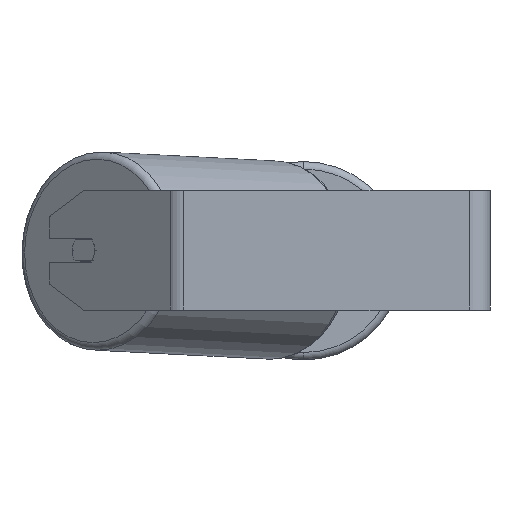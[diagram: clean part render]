
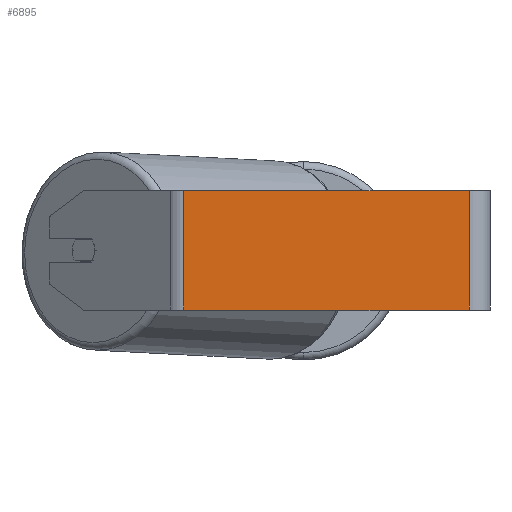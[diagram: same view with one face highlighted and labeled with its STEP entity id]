
A CAD part, left-side view. The second image highlights one B-rep face of the part: STEP entity #6895.
In plain terms, the highlighted planar face has unit normal (-1, 0, 0).
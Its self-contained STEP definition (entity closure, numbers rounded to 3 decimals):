
#678 = CARTESIAN_POINT ( 'NONE',  ( -350., 205.223, 40. ) ) ;
#803 = VECTOR ( 'NONE', #1581, 1000. ) ;
#984 = VERTEX_POINT ( 'NONE', #1298 ) ;
#1298 = CARTESIAN_POINT ( 'NONE',  ( -350., 14., 40. ) ) ;
#1581 = DIRECTION ( 'NONE',  ( 0., -1., 0. ) ) ;
#1711 = PLANE ( 'NONE',  #1778 ) ;
#1778 = AXIS2_PLACEMENT_3D ( 'NONE', #2939, #3622, #2259 ) ;
#2259 = DIRECTION ( 'NONE',  ( 0., 0., -1. ) ) ;
#2756 = ORIENTED_EDGE ( 'NONE', *, *, #5402, .T. ) ;
#2764 = LINE ( 'NONE', #7415, #803 ) ;
#2939 = CARTESIAN_POINT ( 'NONE',  ( -350., 210.319, 40. ) ) ;
#3055 = DIRECTION ( 'NONE',  ( 0., -1., 0. ) ) ;
#3506 = VERTEX_POINT ( 'NONE', #7517 ) ;
#3622 = DIRECTION ( 'NONE',  ( 1., 0., 0. ) ) ;
#3724 = EDGE_CURVE ( 'NONE', #984, #6334, #5326, .T. ) ;
#3747 = EDGE_CURVE ( 'NONE', #5504, #984, #2764, .T. ) ;
#3826 = CARTESIAN_POINT ( 'NONE',  ( -350., 14., -40. ) ) ;
#4425 = LINE ( 'NONE', #7669, #5041 ) ;
#4783 = EDGE_LOOP ( 'NONE', ( #2756, #6246, #8284, #7012 ) ) ;
#4909 = FACE_OUTER_BOUND ( 'NONE', #4783, .T. ) ;
#5009 = VECTOR ( 'NONE', #5959, 1000. ) ;
#5041 = VECTOR ( 'NONE', #5703, 1000. ) ;
#5326 = LINE ( 'NONE', #6088, #5009 ) ;
#5402 = EDGE_CURVE ( 'NONE', #3506, #6334, #8097, .T. ) ;
#5499 = EDGE_CURVE ( 'NONE', #5504, #3506, #4425, .T. ) ;
#5504 = VERTEX_POINT ( 'NONE', #678 ) ;
#5703 = DIRECTION ( 'NONE',  ( 0., 0., -1. ) ) ;
#5959 = DIRECTION ( 'NONE',  ( 0., 0., -1. ) ) ;
#5978 = VECTOR ( 'NONE', #3055, 1000. ) ;
#6088 = CARTESIAN_POINT ( 'NONE',  ( -350., 14., 40. ) ) ;
#6246 = ORIENTED_EDGE ( 'NONE', *, *, #3724, .F. ) ;
#6292 = CARTESIAN_POINT ( 'NONE',  ( -350., 210.319, -40. ) ) ;
#6334 = VERTEX_POINT ( 'NONE', #3826 ) ;
#6895 = ADVANCED_FACE ( 'NONE', ( #4909 ), #1711, .F. ) ;
#7012 = ORIENTED_EDGE ( 'NONE', *, *, #5499, .T. ) ;
#7415 = CARTESIAN_POINT ( 'NONE',  ( -350., 210.319, 40. ) ) ;
#7517 = CARTESIAN_POINT ( 'NONE',  ( -350., 205.223, -40. ) ) ;
#7669 = CARTESIAN_POINT ( 'NONE',  ( -350., 205.223, 40. ) ) ;
#8097 = LINE ( 'NONE', #6292, #5978 ) ;
#8284 = ORIENTED_EDGE ( 'NONE', *, *, #3747, .F. ) ;
